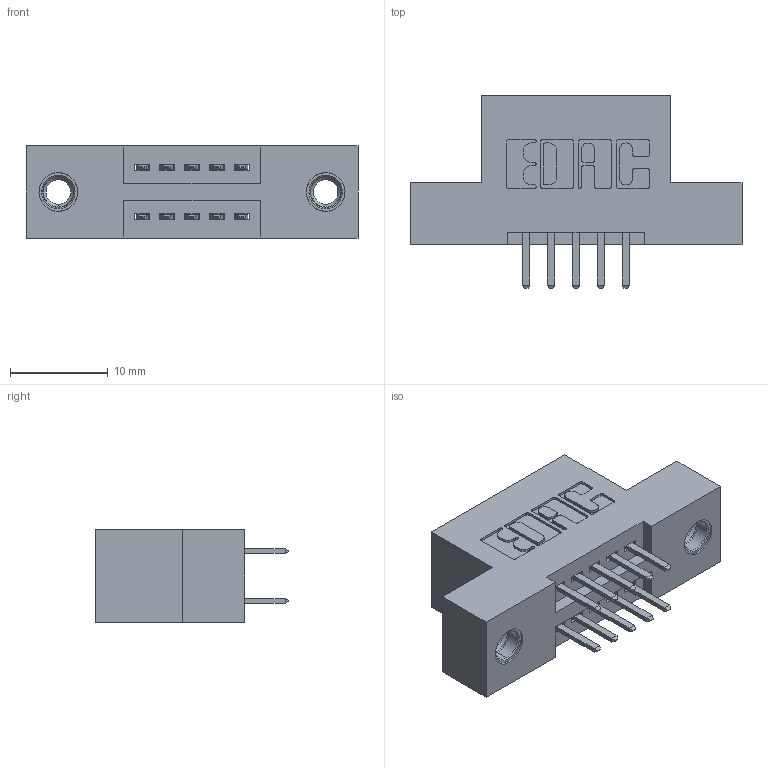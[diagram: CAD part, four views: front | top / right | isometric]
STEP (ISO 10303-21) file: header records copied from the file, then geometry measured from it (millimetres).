
FILE_DESCRIPTION (( 'STEP AP203' ), '1' );
FILE_NAME ('395-010-520-207.STEP', '2018-10-24T02:59:30', ( '' ), ( '' ), 'SwSTEP 2.0', 'SolidWorks 2016', '' );
FILE_SCHEMA (( 'CONFIG_CONTROL_DESIGN' ));
Length unit declared in the file: inch
Products named in the file (4): 345-292-001_345-293-120; 345-250-001_345-250-005-103; 345 Part_Flush Mounting Lugs - 0.156 Dia-TI; 395-010-520-207
Assembly tree (13 placements, depth 2):
  395-010-520-207
    345 Part_Flush Mounting Lugs - 0.156 Dia-TI
    345-292-001_345-293-120  x10
    345-250-001_345-250-005-103  x2
Bounding box: 33.91 x 19.68 x 9.4 mm (x, y, z)
Volume: 2932.6 mm3; surface area: 3636.8 mm2
Topology: 13 solids, 13 shells, 726 faces, 2047 edges, 1330 vertices
Faces by surface type: plane 462, cylinder 248, cone 12, torus 4
Entity records: 10204 total; most frequent: CARTESIAN_POINT 1739, ORIENTED_EDGE 1654, DIRECTION 1593, EDGE_CURVE 827, VECTOR 651, LINE 651, VERTEX_POINT 544, AXIS2_PLACEMENT_3D 471
